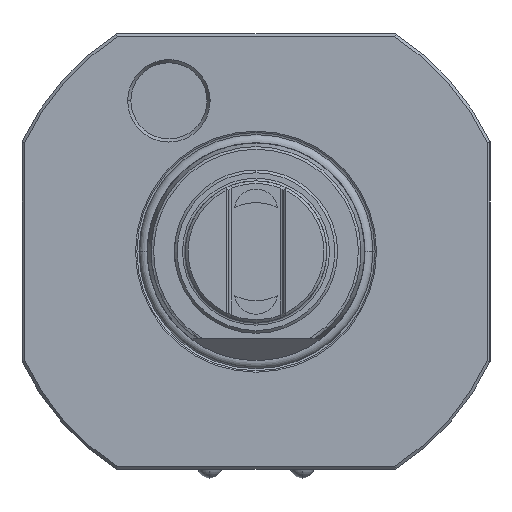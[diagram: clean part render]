
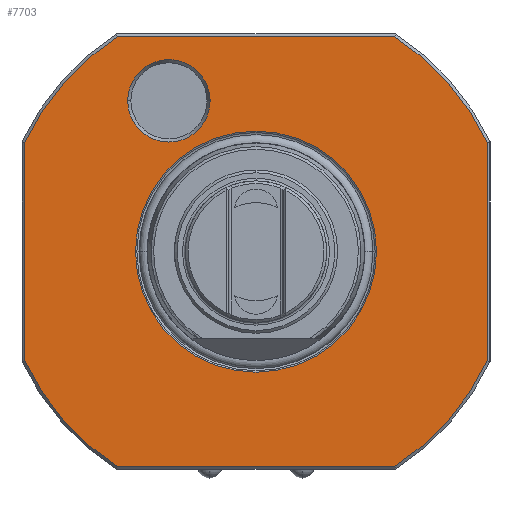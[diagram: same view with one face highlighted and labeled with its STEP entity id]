
A CAD part, left-side view. The second image highlights one B-rep face of the part: STEP entity #7703.
In plain terms, the highlighted planar face has unit normal (-1, 0, 0).
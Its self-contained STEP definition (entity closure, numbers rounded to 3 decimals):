
#255=CARTESIAN_POINT('',(-76.,0.,0.));
#256=DIRECTION('',(1.,0.,0.));
#257=DIRECTION('',(0.,-0.904,-0.427));
#258=AXIS2_PLACEMENT_3D('',#255,#256,#257);
#260=DIRECTION('',(0.,-1.,0.));
#261=VECTOR('',#260,50.942);
#262=CARTESIAN_POINT('',(-76.,25.471,-39.5));
#263=LINE('',#262,#261);
#264=CARTESIAN_POINT('',(-76.,0.,0.));
#265=DIRECTION('',(1.,0.,0.));
#266=DIRECTION('',(0.,0.542,-0.84));
#267=AXIS2_PLACEMENT_3D('',#264,#265,#266);
#269=DIRECTION('',(0.,0.,-1.));
#270=VECTOR('',#269,40.138);
#271=CARTESIAN_POINT('',(-76.,42.5,20.069));
#272=LINE('',#271,#270);
#273=CARTESIAN_POINT('',(-76.,0.,0.));
#274=DIRECTION('',(1.,0.,0.));
#275=DIRECTION('',(0.,0.904,0.427));
#276=AXIS2_PLACEMENT_3D('',#273,#274,#275);
#278=DIRECTION('',(0.,1.,0.));
#279=VECTOR('',#278,50.942);
#280=CARTESIAN_POINT('',(-76.,-25.471,39.5));
#281=LINE('',#280,#279);
#282=CARTESIAN_POINT('',(-76.,0.,0.));
#283=DIRECTION('',(1.,0.,0.));
#284=DIRECTION('',(0.,-0.542,0.84));
#285=AXIS2_PLACEMENT_3D('',#282,#283,#284);
#287=DIRECTION('',(0.,0.,1.));
#288=VECTOR('',#287,40.138);
#289=CARTESIAN_POINT('',(-76.,-42.5,
-20.069));
#290=LINE('',#289,#288);
#291=CARTESIAN_POINT('',(-76.,0.,0.));
#292=DIRECTION('',(1.,0.,0.));
#293=DIRECTION('',(0.,-1.,0.));
#294=AXIS2_PLACEMENT_3D('',#291,#292,#293);
#296=CARTESIAN_POINT('',(-76.,0.,0.));
#297=DIRECTION('',(1.,0.,0.));
#298=DIRECTION('',(0.,1.,0.));
#299=AXIS2_PLACEMENT_3D('',#296,#297,#298);
#301=CARTESIAN_POINT('',(-76.,16.,27.713));
#302=DIRECTION('',(1.,0.,0.));
#303=DIRECTION('',(0.,-1.,0.));
#304=AXIS2_PLACEMENT_3D('',#301,#302,#303);
#306=CARTESIAN_POINT('',(-76.,16.,27.713));
#307=DIRECTION('',(1.,0.,0.));
#308=DIRECTION('',(0.,1.,0.));
#309=AXIS2_PLACEMENT_3D('',#306,#307,#308);
#6845=CARTESIAN_POINT('',(-76.,-22.15,0.));
#6846=CARTESIAN_POINT('',(-76.,22.15,0.));
#6847=VERTEX_POINT('',#6845);
#6848=VERTEX_POINT('',#6846);
#6849=CARTESIAN_POINT('',(-76.,8.423,27.713));
#6850=CARTESIAN_POINT('',(-76.,23.577,27.713));
#6851=VERTEX_POINT('',#6849);
#6852=VERTEX_POINT('',#6850);
#6853=CARTESIAN_POINT('',(-76.,-42.5,-20.07));
#6854=CARTESIAN_POINT('',(-76.,-25.471,-39.5));
#6855=VERTEX_POINT('',#6853);
#6856=VERTEX_POINT('',#6854);
#6861=CARTESIAN_POINT('',(-76.,-25.471,39.5));
#6862=CARTESIAN_POINT('',(-76.,-42.5,20.07));
#6863=VERTEX_POINT('',#6861);
#6864=VERTEX_POINT('',#6862);
#6885=CARTESIAN_POINT('',(-76.,42.5,20.07));
#6886=CARTESIAN_POINT('',(-76.,25.471,39.5));
#6887=VERTEX_POINT('',#6885);
#6888=VERTEX_POINT('',#6886);
#6893=CARTESIAN_POINT('',(-76.,25.471,-39.5));
#6894=CARTESIAN_POINT('',(-76.,42.5,-20.07));
#6895=VERTEX_POINT('',#6893);
#6896=VERTEX_POINT('',#6894);
#7669=CARTESIAN_POINT('',(-76.,0.,0.));
#7670=DIRECTION('',(-1.,0.,0.));
#7671=DIRECTION('',(0.,1.,0.));
#7672=AXIS2_PLACEMENT_3D('',#7669,#7670,#7671);
#7673=PLANE('',#7672);
#7675=ORIENTED_EDGE('',*,*,#7674,.T.);
#7677=ORIENTED_EDGE('',*,*,#7676,.F.);
#7679=ORIENTED_EDGE('',*,*,#7678,.T.);
#7681=ORIENTED_EDGE('',*,*,#7680,.F.);
#7683=ORIENTED_EDGE('',*,*,#7682,.T.);
#7685=ORIENTED_EDGE('',*,*,#7684,.F.);
#7686=ORIENTED_EDGE('',*,*,#7659,.T.);
#7688=ORIENTED_EDGE('',*,*,#7687,.F.);
#7689=EDGE_LOOP('',(#7675,#7677,#7679,#7681,#7683,#7685,#7686,#7688));
#7690=FACE_OUTER_BOUND('',#7689,.F.);
#7692=ORIENTED_EDGE('',*,*,#7691,.F.);
#7694=ORIENTED_EDGE('',*,*,#7693,.F.);
#7695=EDGE_LOOP('',(#7692,#7694));
#7696=FACE_BOUND('',#7695,.F.);
#7698=ORIENTED_EDGE('',*,*,#7697,.F.);
#7700=ORIENTED_EDGE('',*,*,#7699,.F.);
#7701=EDGE_LOOP('',(#7698,#7700));
#7702=FACE_BOUND('',#7701,.F.);
#259=CIRCLE('',#258,47.001);
#268=CIRCLE('',#267,47.001);
#277=CIRCLE('',#276,47.001);
#286=CIRCLE('',#285,47.001);
#295=CIRCLE('',#294,22.15);
#300=CIRCLE('',#299,22.15);
#305=CIRCLE('',#304,7.577);
#310=CIRCLE('',#309,7.577);
#7659=EDGE_CURVE('',#6863,#6864,#286,.T.);
#7674=EDGE_CURVE('',#6855,#6856,#259,.T.);
#7676=EDGE_CURVE('',#6895,#6856,#263,.T.);
#7678=EDGE_CURVE('',#6895,#6896,#268,.T.);
#7680=EDGE_CURVE('',#6887,#6896,#272,.T.);
#7682=EDGE_CURVE('',#6887,#6888,#277,.T.);
#7684=EDGE_CURVE('',#6863,#6888,#281,.T.);
#7687=EDGE_CURVE('',#6855,#6864,#290,.T.);
#7691=EDGE_CURVE('',#6847,#6848,#295,.T.);
#7693=EDGE_CURVE('',#6848,#6847,#300,.T.);
#7697=EDGE_CURVE('',#6851,#6852,#305,.T.);
#7699=EDGE_CURVE('',#6852,#6851,#310,.T.);
#7703=ADVANCED_FACE('',(#7690,#7696,#7702),#7673,.T.);
